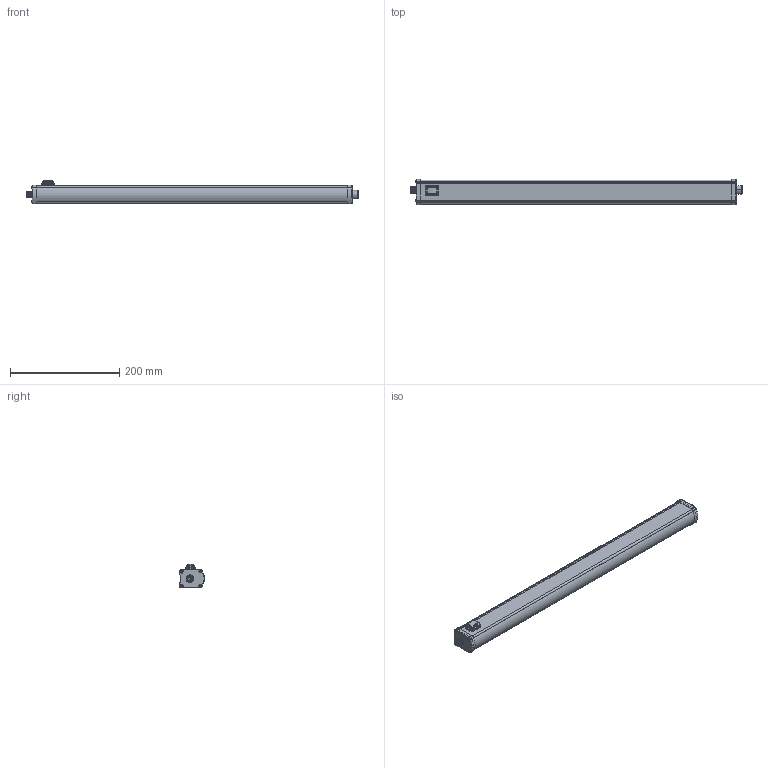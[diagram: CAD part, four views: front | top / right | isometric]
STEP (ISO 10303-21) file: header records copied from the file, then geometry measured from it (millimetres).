
FILE_DESCRIPTION((''),'2;1');
FILE_NAME('243191_SM01_ASM','2025-02-28T10:12:09',('banengservice'),('BANNER ENGINEERING'),'CREO PARAMETRIC BY PTC INC, 2022414','CREO PARAMETRIC BY PTC INC, 2022414','');
FILE_SCHEMA(('CONFIG_CONTROL_DESIGN'));
Products named in the file (2): 243191_EP01; 243191_SM01_ASM
Assembly tree (1 placements, depth 2):
  243191_SM01_ASM
    243191_EP01
Bounding box: 609.1 x 46.2 x 44 mm (x, y, z)
Volume: 780028 mm3; surface area: 100239.6 mm2
Topology: 1 solids, 2 shells, 1170 faces, 2970 edges, 1874 vertices
Faces by surface type: plane 410, cylinder 326, cone 189, torus 122, bspline 109, sphere 14
Entity records: 50223 total; most frequent: CARTESIAN_POINT 22862, ORIENTED_EDGE 5940, DIRECTION 5451, EDGE_CURVE 2970, AXIS2_PLACEMENT_3D 2110, VERTEX_POINT 1874, EDGE_LOOP 1250, VECTOR 1231
